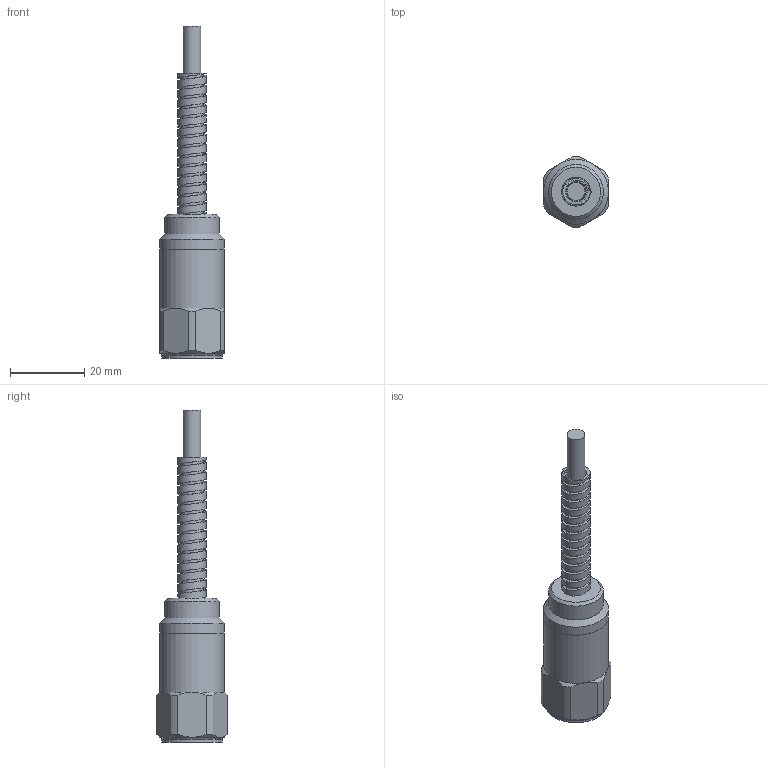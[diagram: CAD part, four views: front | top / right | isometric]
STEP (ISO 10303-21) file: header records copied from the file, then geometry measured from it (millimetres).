
FILE_DESCRIPTION(/* description */ (''),/* implementation_level */ '2;1');
FILE_NAME(/* name */ 'MASTER_MEDIUM_TOP-EXIT_ARMOR_LARGE.stp',/* time_stamp */ '2017-04-26T09:44:06-04:00',/* author */ ('aneininger'),/* organization */ ('CONNECTION TECHNOLOGY CENTER'),/* preprocessor_version */ 'ST-DEVELOPER v16.5',/* originating_system */ 'Autodesk Inventor 2017',/* authorisation */ '');
FILE_SCHEMA (('AUTOMOTIVE_DESIGN { 1 0 10303 214 3 1 1 }'));
Length unit declared in the file: inch
Products named in the file (1): MASTER_MEDIUM_TOP-EXIT_ARMOR_LARGE
Bounding box: 17.53 x 19.04 x 89.61 mm (x, y, z)
Volume: 5808.3 mm3; surface area: 8922.7 mm2
Topology: 2 solids, 2 shells, 313 faces, 653 edges, 422 vertices
Faces by surface type: plane 149, cylinder 101, bspline 41, cone 20, torus 2
Full cylindrical faces by diameter (mm): 0.127 x19, 0.203 x38, 1.27 x1, 2.032 x2, 3.251 x1, 3.581 x1, 4.826 x1, 5.105 x1, 11.43 x1, 11.938 x2, 12.7 x3, 14.757 x1, 14.808 x1, 14.935 x4, 16.256 x1, 17.462 x1, 17.526 x1
Entity records: 13777 total; most frequent: CARTESIAN_POINT 7227, DIRECTION 1215, ORIENTED_EDGE 1106, EDGE_CURVE 550, AXIS2_PLACEMENT_3D 510, EDGE_LOOP 491, VERTEX_POINT 413, STYLED_ITEM 315
